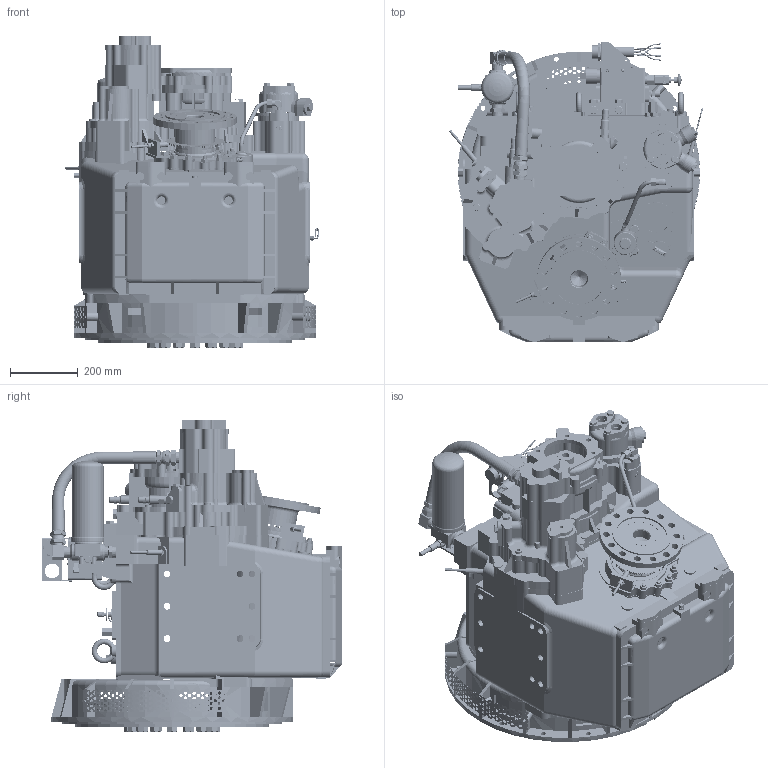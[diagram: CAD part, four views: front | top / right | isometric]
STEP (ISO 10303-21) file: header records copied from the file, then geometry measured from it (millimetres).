
FILE_DESCRIPTION (( 'STEP AP214' ), '1' );
FILE_NAME ('P72847A.STEP', '2014-11-25T13:04:41', ( 'Windows User' ), ( '' ), 'SwSTEP 2.0', 'SolidWorks 2010', '' );
FILE_SCHEMA (( 'AUTOMOTIVE_DESIGN' ));
Length unit declared in the file: millimetre
Products named in the file (1): P72847A
Bounding box: 747.92 x 883.14 x 917.7 mm (x, y, z)
Surface area: 6816822.2 mm2 (no closed solid volume)
Topology: 0 solids, 208 shells, 4423 faces, 14992 edges, 10535 vertices
Faces by surface type: cylinder 1836, plane 1587, bspline 498, cone 262, torus 180, sphere 60
Entity records: 311070 total; most frequent: CARTESIAN_POINT 135850, DIRECTION 25406, ORIENTED_EDGE 25295, EDGE_CURVE 14980, VERTEX_POINT 10534, AXIS2_PLACEMENT_3D 9656, VECTOR 6094, LINE 6094
